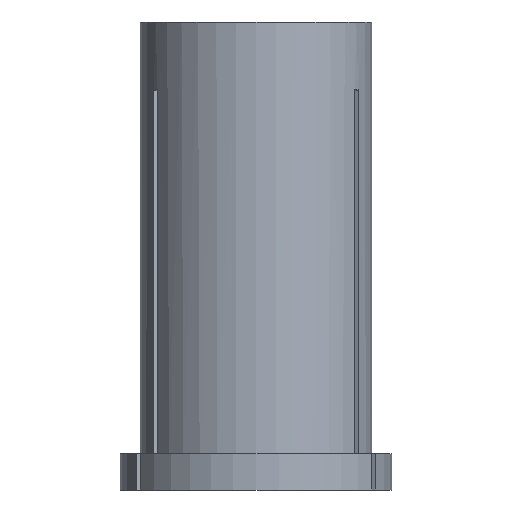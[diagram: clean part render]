
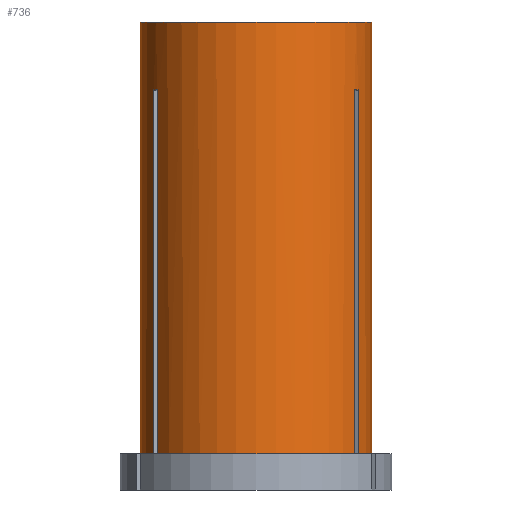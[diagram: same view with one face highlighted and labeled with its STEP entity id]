
A CAD part, front view. The second image highlights one B-rep face of the part: STEP entity #736.
In plain terms, the highlighted cylindrical face has radius 16 mm (diameter 32 mm), a partial arc.
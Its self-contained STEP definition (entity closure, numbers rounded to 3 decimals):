
#10 = CARTESIAN_POINT ( 'NONE',  ( 13.687, -8.287, -9.345 ) ) ;
#12 = EDGE_CURVE ( 'NONE', #791, #698, #128, .T. ) ;
#20 = VERTEX_POINT ( 'NONE', #1113 ) ;
#30 = DIRECTION ( 'NONE',  ( 0., 0., 1. ) ) ;
#34 = CARTESIAN_POINT ( 'NONE',  ( 0., 0., 0. ) ) ;
#36 = DIRECTION ( 'NONE',  ( 0., 0., 1. ) ) ;
#50 = LINE ( 'NONE', #467, #233 ) ;
#67 = CARTESIAN_POINT ( 'NONE',  ( 13.773, -8.144, -9.344 ) ) ;
#115 = CARTESIAN_POINT ( 'NONE',  ( 14.1, -7.563, -9.347 ) ) ;
#128 = CIRCLE ( 'NONE', #139, 16. ) ;
#139 = AXIS2_PLACEMENT_3D ( 'NONE', #1122, #659, #429 ) ;
#149 = VERTEX_POINT ( 'NONE', #518 ) ;
#150 = DIRECTION ( 'NONE',  ( 0., 0., 1. ) ) ;
#155 = DIRECTION ( 'NONE',  ( 0., 0., 1. ) ) ;
#217 = VERTEX_POINT ( 'NONE', #747 ) ;
#225 = CARTESIAN_POINT ( 'NONE',  ( 13.6, -8.429, -9.347 ) ) ;
#226 = CARTESIAN_POINT ( 'NONE',  ( -13.6, -8.429, -59.6 ) ) ;
#229 = CARTESIAN_POINT ( 'NONE',  ( 0., 0., -59.6 ) ) ;
#233 = VECTOR ( 'NONE', #968, 1000. ) ;
#297 = CARTESIAN_POINT ( 'NONE',  ( 14.1, -7.563, 0. ) ) ;
#312 = CARTESIAN_POINT ( 'NONE',  ( 16., 0., 0. ) ) ;
#315 = EDGE_CURVE ( 'NONE', #20, #541, #1107, .T. ) ;
#335 = CARTESIAN_POINT ( 'NONE',  ( 13.94, -7.855, -9.344 ) ) ;
#336 = CARTESIAN_POINT ( 'NONE',  ( -14.1, -7.563, -9.347 ) ) ;
#337 = DIRECTION ( 'NONE',  ( 1., 0., 0. ) ) ;
#338 = EDGE_CURVE ( 'NONE', #909, #698, #1126, .T. ) ;
#345 = CARTESIAN_POINT ( 'NONE',  ( -14.1, -7.563, 0. ) ) ;
#347 = ORIENTED_EDGE ( 'NONE', *, *, #809, .T. ) ;
#365 = LINE ( 'NONE', #879, #792 ) ;
#370 = CARTESIAN_POINT ( 'NONE',  ( 16., 0., 0. ) ) ;
#404 = AXIS2_PLACEMENT_3D ( 'NONE', #229, #1034, #337 ) ;
#406 = DIRECTION ( 'NONE',  ( 0., 0., 1. ) ) ;
#409 = ORIENTED_EDGE ( 'NONE', *, *, #749, .T. ) ;
#412 = ORIENTED_EDGE ( 'NONE', *, *, #956, .F. ) ;
#414 = CIRCLE ( 'NONE', #404, 16. ) ;
#421 = ORIENTED_EDGE ( 'NONE', *, *, #446, .T. ) ;
#426 = CARTESIAN_POINT ( 'NONE',  ( -16., 0., 0. ) ) ;
#429 = DIRECTION ( 'NONE',  ( 1., 0., 0. ) ) ;
#437 = CYLINDRICAL_SURFACE ( 'NONE', #1123, 16. ) ;
#439 = CARTESIAN_POINT ( 'NONE',  ( 13.6, -8.429, -9.347 ) ) ;
#446 = EDGE_CURVE ( 'NONE', #560, #1023, #580, .T. ) ;
#459 = DIRECTION ( 'NONE',  ( 0., 0., 1. ) ) ;
#467 = CARTESIAN_POINT ( 'NONE',  ( -13.6, -8.429, 0. ) ) ;
#468 = FACE_OUTER_BOUND ( 'NONE', #849, .T. ) ;
#469 = ORIENTED_EDGE ( 'NONE', *, *, #704, .T. ) ;
#504 = DIRECTION ( 'NONE',  ( 0., 0., 1. ) ) ;
#518 = CARTESIAN_POINT ( 'NONE',  ( -13.6, -8.429, -9.347 ) ) ;
#528 = EDGE_CURVE ( 'NONE', #592, #149, #50, .T. ) ;
#541 = VERTEX_POINT ( 'NONE', #115 ) ;
#548 = VECTOR ( 'NONE', #406, 1000. ) ;
#560 = VERTEX_POINT ( 'NONE', #744 ) ;
#573 = ORIENTED_EDGE ( 'NONE', *, *, #12, .F. ) ;
#580 = LINE ( 'NONE', #581, #548 ) ;
#581 = CARTESIAN_POINT ( 'NONE',  ( 13.6, -8.429, 0. ) ) ;
#583 = ORIENTED_EDGE ( 'NONE', *, *, #962, .T. ) ;
#587 = ORIENTED_EDGE ( 'NONE', *, *, #1109, .T. ) ;
#592 = VERTEX_POINT ( 'NONE', #226 ) ;
#659 = DIRECTION ( 'NONE',  ( 0., 0., 1. ) ) ;
#664 = DIRECTION ( 'NONE',  ( 1., 0., 0. ) ) ;
#682 = CARTESIAN_POINT ( 'NONE',  ( 14.021, -7.709, -9.345 ) ) ;
#683 = CARTESIAN_POINT ( 'NONE',  ( -14.1, -7.563, -59.6 ) ) ;
#698 = VERTEX_POINT ( 'NONE', #370 ) ;
#704 = EDGE_CURVE ( 'NONE', #20, #909, #414, .T. ) ;
#716 = DIRECTION ( 'NONE',  ( 1., 0., 0. ) ) ;
#720 = ORIENTED_EDGE ( 'NONE', *, *, #755, .T. ) ;
#736 = ADVANCED_FACE ( 'NONE', ( #468 ), #437, .T. ) ;
#744 = CARTESIAN_POINT ( 'NONE',  ( 13.6, -8.429, -59.6 ) ) ;
#747 = CARTESIAN_POINT ( 'NONE',  ( -16., 0., -59.6 ) ) ;
#749 = EDGE_CURVE ( 'NONE', #1038, #848, #928, .T. ) ;
#755 = EDGE_CURVE ( 'NONE', #592, #560, #911, .T. ) ;
#770 = CARTESIAN_POINT ( 'NONE',  ( -14.021, -7.711, -9.345 ) ) ;
#790 = CARTESIAN_POINT ( 'NONE',  ( 14.1, -7.563, -9.347 ) ) ;
#791 = VERTEX_POINT ( 'NONE', #426 ) ;
#792 = VECTOR ( 'NONE', #459, 1000. ) ;
#800 = CARTESIAN_POINT ( 'NONE',  ( 0., 0., -59.6 ) ) ;
#809 = EDGE_CURVE ( 'NONE', #1023, #541, #1102, .T. ) ;
#821 = CARTESIAN_POINT ( 'NONE',  ( -14.1, -7.563, -9.347 ) ) ;
#833 = VECTOR ( 'NONE', #841, 1000. ) ;
#837 = AXIS2_PLACEMENT_3D ( 'NONE', #800, #150, #919 ) ;
#841 = DIRECTION ( 'NONE',  ( 0., 0., 1. ) ) ;
#842 = CARTESIAN_POINT ( 'NONE',  ( -13.6, -8.429, -9.347 ) ) ;
#848 = VERTEX_POINT ( 'NONE', #336 ) ;
#849 = EDGE_LOOP ( 'NONE', ( #412, #587, #409, #583, #1048, #720, #421, #347, #895, #469, #1082, #573 ) ) ;
#852 = CARTESIAN_POINT ( 'NONE',  ( -13.858, -8.002, -9.343 ) ) ;
#866 = CIRCLE ( 'NONE', #837, 16. ) ;
#879 = CARTESIAN_POINT ( 'NONE',  ( -16., 0., 0. ) ) ;
#895 = ORIENTED_EDGE ( 'NONE', *, *, #315, .F. ) ;
#909 = VERTEX_POINT ( 'NONE', #1090 ) ;
#911 = CIRCLE ( 'NONE', #1117, 16. ) ;
#919 = DIRECTION ( 'NONE',  ( 1., 0., 0. ) ) ;
#921 = VECTOR ( 'NONE', #30, 1000. ) ;
#928 = LINE ( 'NONE', #345, #833 ) ;
#940 = B_SPLINE_CURVE_WITH_KNOTS ( 'NONE', 3,
 ( #821, #770, #852, #1115, #842 ),
 .UNSPECIFIED., .F., .F.,
 ( 4, 1, 4 ),
 ( 0.079, 0.079, 0.08 ),
 .UNSPECIFIED. ) ;
#956 = EDGE_CURVE ( 'NONE', #217, #791, #365, .T. ) ;
#962 = EDGE_CURVE ( 'NONE', #848, #149, #940, .T. ) ;
#968 = DIRECTION ( 'NONE',  ( 0., 0., 1. ) ) ;
#970 = CARTESIAN_POINT ( 'NONE',  ( 0., 0., -59.6 ) ) ;
#1023 = VERTEX_POINT ( 'NONE', #439 ) ;
#1034 = DIRECTION ( 'NONE',  ( 0., 0., 1. ) ) ;
#1038 = VERTEX_POINT ( 'NONE', #683 ) ;
#1048 = ORIENTED_EDGE ( 'NONE', *, *, #528, .F. ) ;
#1066 = VECTOR ( 'NONE', #36, 1000. ) ;
#1082 = ORIENTED_EDGE ( 'NONE', *, *, #338, .T. ) ;
#1090 = CARTESIAN_POINT ( 'NONE',  ( 16., 0., -59.6 ) ) ;
#1102 = B_SPLINE_CURVE_WITH_KNOTS ( 'NONE', 3,
 ( #225, #10, #67, #335, #682, #790 ),
 .UNSPECIFIED., .F., .F.,
 ( 4, 2, 4 ),
 ( 0.087, 0.087, 0.088 ),
 .UNSPECIFIED. ) ;
#1107 = LINE ( 'NONE', #297, #1066 ) ;
#1109 = EDGE_CURVE ( 'NONE', #217, #1038, #866, .T. ) ;
#1113 = CARTESIAN_POINT ( 'NONE',  ( 14.1, -7.563, -59.6 ) ) ;
#1115 = CARTESIAN_POINT ( 'NONE',  ( -13.687, -8.288, -9.345 ) ) ;
#1117 = AXIS2_PLACEMENT_3D ( 'NONE', #970, #504, #664 ) ;
#1122 = CARTESIAN_POINT ( 'NONE',  ( 0., 0., 0. ) ) ;
#1123 = AXIS2_PLACEMENT_3D ( 'NONE', #34, #155, #716 ) ;
#1126 = LINE ( 'NONE', #312, #921 ) ;
